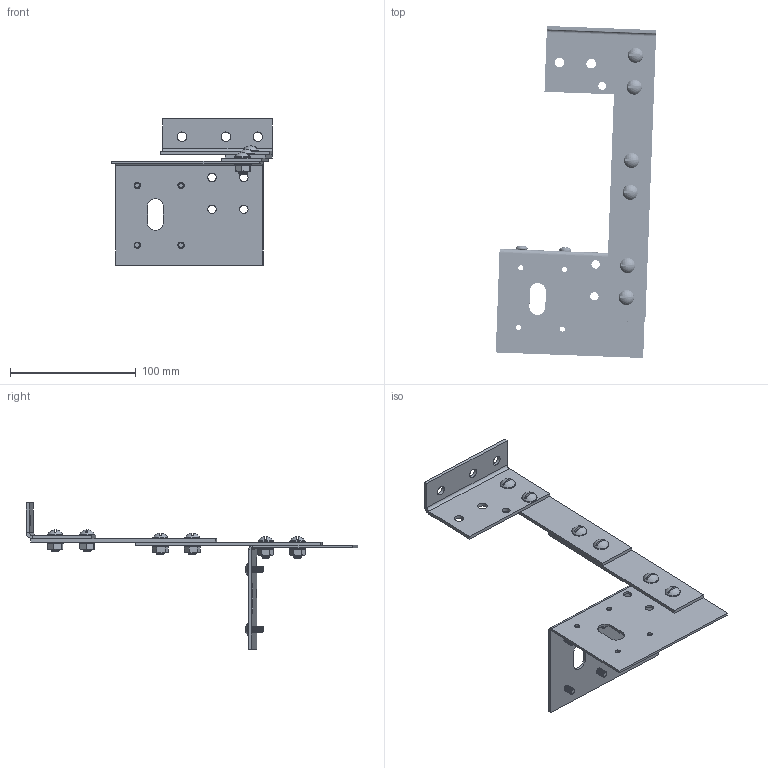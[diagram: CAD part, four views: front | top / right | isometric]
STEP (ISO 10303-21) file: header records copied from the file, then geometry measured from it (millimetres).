
FILE_DESCRIPTION(/* description */ ('BRACKET HANGER ASSEMBLY'),/* implementation_level */ '2;1');
FILE_NAME(/* name */ 'BH0202.stp',/* time_stamp */ '2019-03-13T12:48:37-05:00',/* author */ ('bbirch1'),/* organization */ (''),/* preprocessor_version */ 'ST-DEVELOPER v16.13',/* originating_system */ 'Autodesk Inventor 2018',/* authorisation */ '');
FILE_SCHEMA (('AUTOMOTIVE_DESIGN { 1 0 10303 214 3 1 1 }'));
Length unit declared in the file: inch
Products named in the file (7): BH0202; BH0202BP; BH0202TP; BH0202ST; 372110; 34937; 37242
Assembly tree (20 placements, depth 2):
  BH0202
    BH0202BP
    BH0202ST  x2
    BH0202TP
    372110  x4
    34937  x6
    37242  x6
Bounding box: 127.83 x 264.34 x 116.47 mm (x, y, z)
Volume: 82700.7 mm3; surface area: 82339.6 mm2
Topology: 20 solids, 20 shells, 1034 faces, 3178 edges, 2216 vertices
Faces by surface type: plane 332, cylinder 316, cone 200, bspline 156, torus 20, sphere 10
Full cylindrical faces by diameter (mm): 4.039 x8, 6.35 x11, 6.655 x8, 7.62 x5, 8.757 x6, 9.474 x4, 11.989 x6
Entity records: 14102 total; most frequent: CARTESIAN_POINT 7490, ORIENTED_EDGE 1412, DIRECTION 1180, EDGE_CURVE 706, VERTEX_POINT 519, AXIS2_PLACEMENT_3D 483, EDGE_LOOP 351, FACE_OUTER_BOUND 244
